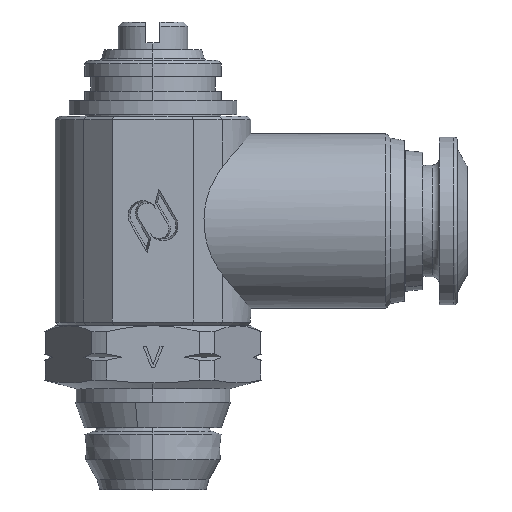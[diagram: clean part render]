
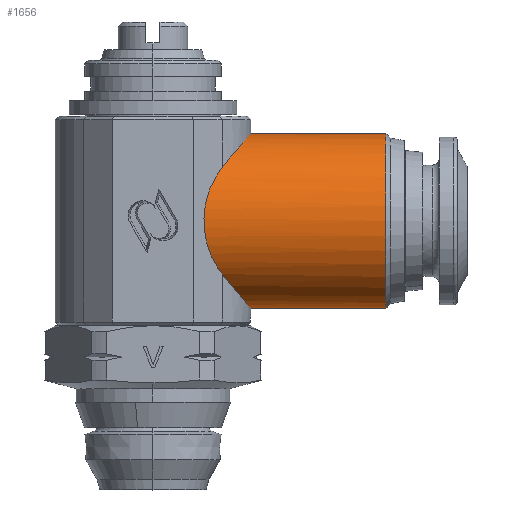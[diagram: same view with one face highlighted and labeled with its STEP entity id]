
A CAD part, top view. The second image highlights one B-rep face of the part: STEP entity #1656.
In plain terms, the highlighted cylindrical face has radius 6.25 mm (diameter 12.5 mm), a partial arc.
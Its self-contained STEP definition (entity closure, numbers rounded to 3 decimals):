
#928 = VERTEX_POINT ( 'NONE', #2836 ) ;
#929 = VERTEX_POINT ( 'NONE', #2835 ) ;
#939 = VERTEX_POINT ( 'NONE', #2825 ) ;
#942 = VERTEX_POINT ( 'NONE', #2822 ) ;
#943 = VERTEX_POINT ( 'NONE', #2821 ) ;
#944 = VERTEX_POINT ( 'NONE', #2820 ) ;
#1369 = ORIENTED_EDGE ( 'NONE', *, *, #1571, .T. ) ;
#1370 = ORIENTED_EDGE ( 'NONE', *, *, #1584, .T. ) ;
#1371 = ORIENTED_EDGE ( 'NONE', *, *, #1585, .T. ) ;
#1372 = ORIENTED_EDGE ( 'NONE', *, *, #1586, .T. ) ;
#1373 = ORIENTED_EDGE ( 'NONE', *, *, #1587, .T. ) ;
#1374 = ORIENTED_EDGE ( 'NONE', *, *, #1588, .F. ) ;
#1571 = EDGE_CURVE ( 'NONE', #929, #928, #5267, .T. ) ;
#1584 = EDGE_CURVE ( 'NONE', #928, #939, #5287, .T. ) ;
#1585 = EDGE_CURVE ( 'NONE', #939, #942, #3890, .T. ) ;
#1586 = EDGE_CURVE ( 'NONE', #942, #943, #3891, .T. ) ;
#1587 = EDGE_CURVE ( 'NONE', #943, #944, #3892, .T. ) ;
#1588 = EDGE_CURVE ( 'NONE', #929, #944, #5291, .T. ) ;
#1656 = ADVANCED_FACE ( 'NONE', ( #5794 ), #5802, .T. ) ;
#1942 = EDGE_LOOP ( 'NONE', ( #1369, #1370, #1371, #1372, #1373, #1374 ) ) ;
#2182 = CARTESIAN_POINT ( 'NONE',  ( 16.676, 19.26, 0. ) ) ;
#2183 = DIRECTION ( 'NONE',  ( -1., 0., 0. ) ) ;
#2184 = DIRECTION ( 'NONE',  ( 0., -1., 0. ) ) ;
#2208 = CARTESIAN_POINT ( 'NONE',  ( 7., 25.51, 0. ) ) ;
#2209 = CARTESIAN_POINT ( 'NONE',  ( 7., 25.51, 0.255 ) ) ;
#2213 = CARTESIAN_POINT ( 'NONE',  ( 0., 25.51, 0. ) ) ;
#2214 = DIRECTION ( 'NONE',  ( -1., 0., 0. ) ) ;
#2215 = CARTESIAN_POINT ( 'NONE',  ( 3.146, 20.737, 6.753 ) ) ;
#2216 = CARTESIAN_POINT ( 'NONE',  ( 4.95, 23.076, 4.95 ) ) ;
#2217 = CARTESIAN_POINT ( 'NONE',  ( 6.986, 25.494, 0.515 ) ) ;
#2218 = CARTESIAN_POINT ( 'NONE',  ( 6.93, 25.431, 1.022 ) ) ;
#2219 = CARTESIAN_POINT ( 'NONE',  ( 6.888, 25.385, 1.27 ) ) ;
#2220 = CARTESIAN_POINT ( 'NONE',  ( 6.781, 25.264, 1.755 ) ) ;
#2221 = CARTESIAN_POINT ( 'NONE',  ( 6.714, 25.188, 1.995 ) ) ;
#2222 = CARTESIAN_POINT ( 'NONE',  ( 6.56, 25.014, 2.453 ) ) ;
#2223 = CARTESIAN_POINT ( 'NONE',  ( 6.474, 24.915, 2.673 ) ) ;
#2224 = CARTESIAN_POINT ( 'NONE',  ( 6.283, 24.695, 3.095 ) ) ;
#2225 = CARTESIAN_POINT ( 'NONE',  ( 6.178, 24.574, 3.298 ) ) ;
#2226 = CARTESIAN_POINT ( 'NONE',  ( 5.957, 24.314, 3.684 ) ) ;
#2227 = CARTESIAN_POINT ( 'NONE',  ( 5.84, 24.177, 3.865 ) ) ;
#2228 = CARTESIAN_POINT ( 'NONE',  ( 5.478, 23.742, 4.379 ) ) ;
#2229 = CARTESIAN_POINT ( 'NONE',  ( 5.218, 23.424, 4.681 ) ) ;
#2230 = CARTESIAN_POINT ( 'NONE',  ( 4.95, 23.076, 4.95 ) ) ;
#2231 = CARTESIAN_POINT ( 'NONE',  ( 5.082, 15.272, 4.817 ) ) ;
#2232 = CARTESIAN_POINT ( 'NONE',  ( 4.95, 15.444, 4.95 ) ) ;
#2233 = CARTESIAN_POINT ( 'NONE',  ( 3.146, 17.783, 6.753 ) ) ;
#2234 = CARTESIAN_POINT ( 'NONE',  ( 4.95, 15.444, 4.95 ) ) ;
#2236 = CARTESIAN_POINT ( 'NONE',  ( 5.213, 15.106, 4.675 ) ) ;
#2237 = CARTESIAN_POINT ( 'NONE',  ( 5.471, 14.787, 4.371 ) ) ;
#2238 = CARTESIAN_POINT ( 'NONE',  ( 5.599, 14.632, 4.207 ) ) ;
#2239 = CARTESIAN_POINT ( 'NONE',  ( 5.964, 14.195, 3.689 ) ) ;
#2240 = CARTESIAN_POINT ( 'NONE',  ( 6.186, 13.937, 3.31 ) ) ;
#2241 = CARTESIAN_POINT ( 'NONE',  ( 6.472, 13.607, 2.676 ) ) ;
#2242 = CARTESIAN_POINT ( 'NONE',  ( 6.56, 13.506, 2.453 ) ) ;
#2243 = CARTESIAN_POINT ( 'NONE',  ( 6.714, 13.332, 1.997 ) ) ;
#2244 = CARTESIAN_POINT ( 'NONE',  ( 6.779, 13.258, 1.761 ) ) ;
#2245 = CARTESIAN_POINT ( 'NONE',  ( 6.887, 13.137, 1.276 ) ) ;
#2246 = CARTESIAN_POINT ( 'NONE',  ( 6.929, 13.089, 1.024 ) ) ;
#2247 = CARTESIAN_POINT ( 'NONE',  ( 6.986, 13.026, 0.516 ) ) ;
#2248 = CARTESIAN_POINT ( 'NONE',  ( 7., 13.01, 0.259 ) ) ;
#2249 = CARTESIAN_POINT ( 'NONE',  ( 7., 13.01, 0. ) ) ;
#2250 = CARTESIAN_POINT ( 'NONE',  ( 0., 13.01, 0. ) ) ;
#2251 = DIRECTION ( 'NONE',  ( -1., 0., 0. ) ) ;
#2820 = CARTESIAN_POINT ( 'NONE',  ( 7., 13.01, 0. ) ) ;
#2821 = CARTESIAN_POINT ( 'NONE',  ( 4.95, 15.444, 4.95 ) ) ;
#2822 = CARTESIAN_POINT ( 'NONE',  ( 4.95, 23.076, 4.95 ) ) ;
#2825 = CARTESIAN_POINT ( 'NONE',  ( 7., 25.51, 0. ) ) ;
#2835 = CARTESIAN_POINT ( 'NONE',  ( 16.676, 13.01, 0. ) ) ;
#2836 = CARTESIAN_POINT ( 'NONE',  ( 16.676, 25.51, 0. ) ) ;
#3890 = B_SPLINE_CURVE_WITH_KNOTS ( 'NONE', 3,
 ( #2208, #2209, #2217, #2218, #2219, #2220, #2221, #2222, #2223, #2224, #2225, #2226, #2227, #2228, #2229, #2230 ),
 .UNSPECIFIED., .F., .F.,
 ( 4, 2, 2, 2, 2, 2, 2, 4 ),
 ( 0.021, 0.022, 0.023, 0.024, 0.024, 0.025, 0.026, 0.027 ),
 .UNSPECIFIED. ) ;
#3891 =( BOUNDED_CURVE ( )  B_SPLINE_CURVE ( 3, ( #2216, #2215, #2233, #2234 ),
 .UNSPECIFIED., .F., .F. ) 
 B_SPLINE_CURVE_WITH_KNOTS ( ( 4, 4 ),
 ( 5.626, 6.94 ),
 .UNSPECIFIED. ) 
 CURVE ( )  GEOMETRIC_REPRESENTATION_ITEM ( )  RATIONAL_B_SPLINE_CURVE ( ( 1., 0.861, 0.861, 1. ) ) 
 REPRESENTATION_ITEM ( '' )  );
#3892 = B_SPLINE_CURVE_WITH_KNOTS ( 'NONE', 3,
 ( #2232, #2231, #2236, #2237, #2238, #2239, #2240, #2241, #2242, #2243, #2244, #2245, #2246, #2247, #2248, #2249 ),
 .UNSPECIFIED., .F., .F.,
 ( 4, 2, 2, 2, 2, 2, 2, 4 ),
 ( 0.036, 0.037, 0.038, 0.039, 0.04, 0.041, 0.042, 0.043 ),
 .UNSPECIFIED. ) ;
#4122 = CARTESIAN_POINT ( 'NONE',  ( 0., 19.26, 0. ) ) ;
#4123 = DIRECTION ( 'NONE',  ( -1., 0., 0. ) ) ;
#4131 = DIRECTION ( 'NONE',  ( 0., -1., 0. ) ) ;
#4306 = AXIS2_PLACEMENT_3D ( 'NONE', #2182, #2183, #2184 ) ;
#4353 = AXIS2_PLACEMENT_3D ( 'NONE', #4122, #4123, #4131 ) ;
#5267 = CIRCLE ( 'NONE', #4306, 6.25 ) ;
#5287 = LINE ( 'NONE', #2213, #5290 ) ;
#5290 = VECTOR ( 'NONE', #2214, 1000. ) ;
#5291 = LINE ( 'NONE', #2250, #5292 ) ;
#5292 = VECTOR ( 'NONE', #2251, 1000. ) ;
#5794 = FACE_OUTER_BOUND ( 'NONE', #1942, .T. ) ;
#5802 = CYLINDRICAL_SURFACE ( 'NONE', #4353, 6.25 ) ;
